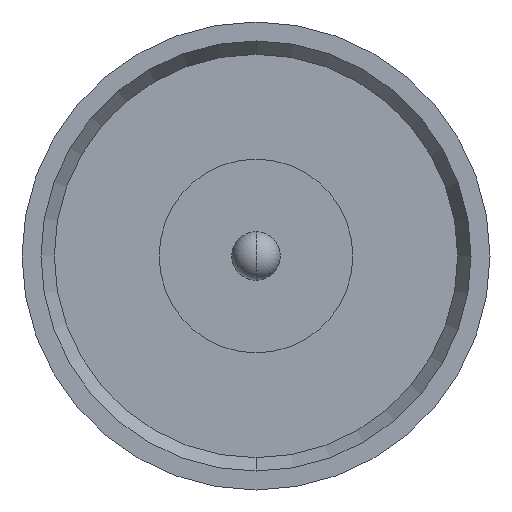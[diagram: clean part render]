
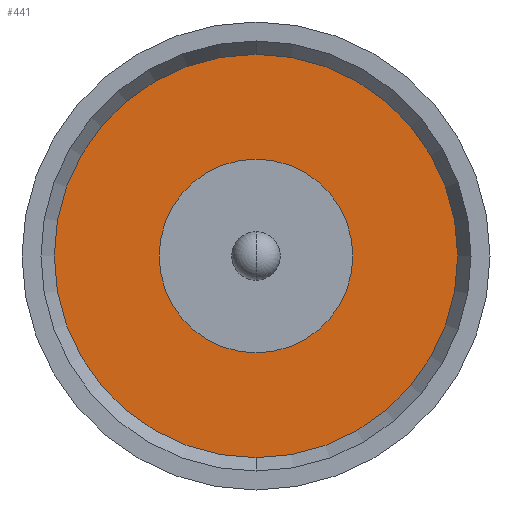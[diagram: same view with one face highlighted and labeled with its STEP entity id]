
A CAD part, left-side view. The second image highlights one B-rep face of the part: STEP entity #441.
In plain terms, the highlighted planar face has unit normal (-1, 0, 0).
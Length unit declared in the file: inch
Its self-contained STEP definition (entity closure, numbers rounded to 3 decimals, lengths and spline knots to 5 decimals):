
#8 = CARTESIAN_POINT ( 'NONE',  ( 0.07, 0., 0.06249 ) ) ;
#37 = VERTEX_POINT ( 'NONE', #589 ) ;
#99 = DIRECTION ( 'NONE',  ( -1., 0., 0. ) ) ;
#110 = CARTESIAN_POINT ( 'NONE',  ( 0.07, 0., 0. ) ) ;
#132 = PLANE ( 'NONE',  #767 ) ;
#148 = CIRCLE ( 'NONE', #529, 0.03 ) ;
#195 = EDGE_LOOP ( 'NONE', ( #680, #765 ) ) ;
#234 = CARTESIAN_POINT ( 'NONE',  ( 0.07, 0., -0.06249 ) ) ;
#285 = CARTESIAN_POINT ( 'NONE',  ( 0.07, 0., 0. ) ) ;
#288 = VERTEX_POINT ( 'NONE', #419 ) ;
#318 = DIRECTION ( 'NONE',  ( 0., 0., 1. ) ) ;
#378 = AXIS2_PLACEMENT_3D ( 'NONE', #832, #764, #318 ) ;
#388 = CARTESIAN_POINT ( 'NONE',  ( 0.07, -0.06249, 0. ) ) ;
#400 = EDGE_LOOP ( 'NONE', ( #517, #747 ) ) ;
#406 = CIRCLE ( 'NONE', #378, 0.06249 ) ;
#419 = CARTESIAN_POINT ( 'NONE',  ( 0.07, 0., -0.03 ) ) ;
#425 = DIRECTION ( 'NONE',  ( 0., 0., 1. ) ) ;
#432 = CIRCLE ( 'NONE', #670, 0.06249 ) ;
#441 = ADVANCED_FACE ( 'NONE', ( #574, #772 ), #132, .F. ) ;
#495 = DIRECTION ( 'NONE',  ( -1., 0., 0. ) ) ;
#517 = ORIENTED_EDGE ( 'NONE', *, *, #624, .F. ) ;
#522 = DIRECTION ( 'NONE',  ( 0., 0., -1. ) ) ;
#529 = AXIS2_PLACEMENT_3D ( 'NONE', #110, #743, #541 ) ;
#541 = DIRECTION ( 'NONE',  ( 0., 0., 1. ) ) ;
#559 = VERTEX_POINT ( 'NONE', #8 ) ;
#574 = FACE_BOUND ( 'NONE', #400, .T. ) ;
#586 = DIRECTION ( 'NONE',  ( 1., 0., 0. ) ) ;
#589 = CARTESIAN_POINT ( 'NONE',  ( 0.07, 0., 0.03 ) ) ;
#592 = EDGE_CURVE ( 'NONE', #288, #37, #148, .T. ) ;
#601 = CIRCLE ( 'NONE', #685, 0.03 ) ;
#622 = DIRECTION ( 'NONE',  ( 0., 0., 1. ) ) ;
#624 = EDGE_CURVE ( 'NONE', #37, #288, #601, .T. ) ;
#641 = VERTEX_POINT ( 'NONE', #234 ) ;
#670 = AXIS2_PLACEMENT_3D ( 'NONE', #684, #99, #622 ) ;
#680 = ORIENTED_EDGE ( 'NONE', *, *, #738, .T. ) ;
#684 = CARTESIAN_POINT ( 'NONE',  ( 0.07, 0., 0. ) ) ;
#685 = AXIS2_PLACEMENT_3D ( 'NONE', #285, #495, #425 ) ;
#687 = EDGE_CURVE ( 'NONE', #641, #559, #432, .T. ) ;
#738 = EDGE_CURVE ( 'NONE', #559, #641, #406, .T. ) ;
#743 = DIRECTION ( 'NONE',  ( -1., 0., 0. ) ) ;
#747 = ORIENTED_EDGE ( 'NONE', *, *, #592, .F. ) ;
#764 = DIRECTION ( 'NONE',  ( -1., 0., 0. ) ) ;
#765 = ORIENTED_EDGE ( 'NONE', *, *, #687, .T. ) ;
#767 = AXIS2_PLACEMENT_3D ( 'NONE', #388, #586, #522 ) ;
#772 = FACE_OUTER_BOUND ( 'NONE', #195, .T. ) ;
#832 = CARTESIAN_POINT ( 'NONE',  ( 0.07, 0., 0. ) ) ;
